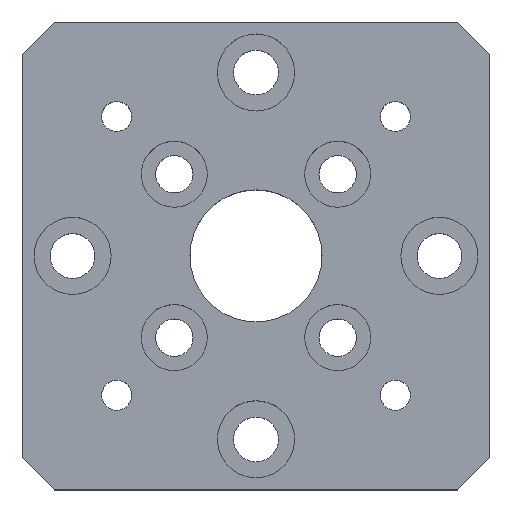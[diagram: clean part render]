
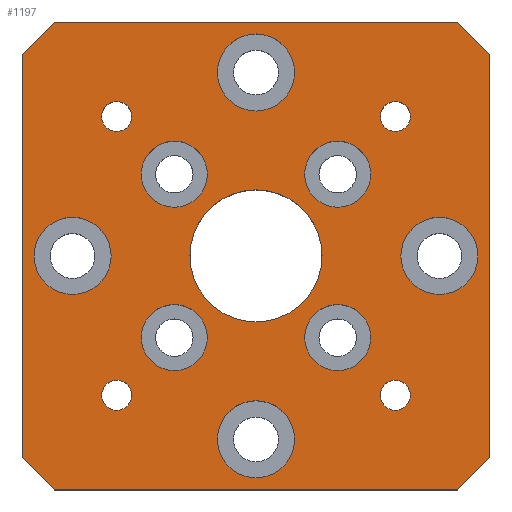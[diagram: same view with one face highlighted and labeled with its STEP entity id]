
A CAD part, top view. The second image highlights one B-rep face of the part: STEP entity #1197.
In plain terms, the highlighted planar face has unit normal (0, 0, 1).
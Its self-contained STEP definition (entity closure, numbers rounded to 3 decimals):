
#40=FACE_BOUND('',#238,.T.);
#41=FACE_BOUND('',#239,.T.);
#42=FACE_BOUND('',#240,.T.);
#43=FACE_BOUND('',#241,.T.);
#44=FACE_BOUND('',#242,.T.);
#45=FACE_BOUND('',#243,.T.);
#46=FACE_BOUND('',#244,.T.);
#47=FACE_BOUND('',#245,.T.);
#48=FACE_BOUND('',#246,.T.);
#49=FACE_BOUND('',#247,.T.);
#50=FACE_BOUND('',#248,.T.);
#51=FACE_BOUND('',#249,.T.);
#52=FACE_BOUND('',#250,.T.);
#79=PLANE('',#1328);
#145=FACE_OUTER_BOUND('',#237,.T.);
#237=EDGE_LOOP('',(#1029,#1030,#1031,#1032,#1033,#1034,#1035,#1036));
#238=EDGE_LOOP('',(#1037));
#239=EDGE_LOOP('',(#1038));
#240=EDGE_LOOP('',(#1039));
#241=EDGE_LOOP('',(#1040));
#242=EDGE_LOOP('',(#1041));
#243=EDGE_LOOP('',(#1042));
#244=EDGE_LOOP('',(#1043));
#245=EDGE_LOOP('',(#1044));
#246=EDGE_LOOP('',(#1045));
#247=EDGE_LOOP('',(#1046));
#248=EDGE_LOOP('',(#1047));
#249=EDGE_LOOP('',(#1048));
#250=EDGE_LOOP('',(#1049));
#363=LINE('',#1966,#480);
#366=LINE('',#1971,#483);
#367=LINE('',#1973,#484);
#368=LINE('',#1975,#485);
#369=LINE('',#1977,#486);
#370=LINE('',#1979,#487);
#371=LINE('',#1981,#488);
#372=LINE('',#1982,#489);
#480=VECTOR('',#1618,10.);
#483=VECTOR('',#1623,10.);
#484=VECTOR('',#1624,10.);
#485=VECTOR('',#1625,10.);
#486=VECTOR('',#1626,10.);
#487=VECTOR('',#1627,10.);
#488=VECTOR('',#1628,10.);
#489=VECTOR('',#1629,10.);
#505=CIRCLE('',#1242,5.25);
#509=CIRCLE('',#1249,5.25);
#512=CIRCLE('',#1254,5.25);
#515=CIRCLE('',#1259,5.25);
#538=CIRCLE('',#1308,4.5);
#539=CIRCLE('',#1310,4.5);
#540=CIRCLE('',#1312,4.5);
#541=CIRCLE('',#1314,4.5);
#542=CIRCLE('',#1318,2.05);
#543=CIRCLE('',#1320,2.05);
#544=CIRCLE('',#1322,2.05);
#545=CIRCLE('',#1325,2.05);
#546=CIRCLE('',#1329,9.);
#547=VERTEX_POINT('',#1689);
#551=VERTEX_POINT('',#1702);
#554=VERTEX_POINT('',#1711);
#557=VERTEX_POINT('',#1720);
#636=VERTEX_POINT('',#1924);
#637=VERTEX_POINT('',#1928);
#638=VERTEX_POINT('',#1932);
#639=VERTEX_POINT('',#1936);
#640=VERTEX_POINT('',#1944);
#641=VERTEX_POINT('',#1948);
#642=VERTEX_POINT('',#1952);
#643=VERTEX_POINT('',#1958);
#644=VERTEX_POINT('',#1964);
#645=VERTEX_POINT('',#1965);
#646=VERTEX_POINT('',#1970);
#647=VERTEX_POINT('',#1972);
#648=VERTEX_POINT('',#1974);
#649=VERTEX_POINT('',#1976);
#650=VERTEX_POINT('',#1978);
#651=VERTEX_POINT('',#1980);
#652=VERTEX_POINT('',#1983);
#653=EDGE_CURVE('',#547,#547,#505,.T.);
#659=EDGE_CURVE('',#551,#551,#509,.T.);
#663=EDGE_CURVE('',#554,#554,#512,.T.);
#667=EDGE_CURVE('',#557,#557,#515,.T.);
#766=EDGE_CURVE('',#636,#636,#538,.T.);
#768=EDGE_CURVE('',#637,#637,#539,.T.);
#770=EDGE_CURVE('',#638,#638,#540,.T.);
#772=EDGE_CURVE('',#639,#639,#541,.T.);
#776=EDGE_CURVE('',#640,#640,#542,.T.);
#778=EDGE_CURVE('',#641,#641,#543,.T.);
#780=EDGE_CURVE('',#642,#642,#544,.T.);
#783=EDGE_CURVE('',#643,#643,#545,.T.);
#786=EDGE_CURVE('',#644,#645,#363,.T.);
#789=EDGE_CURVE('',#644,#646,#366,.T.);
#790=EDGE_CURVE('',#646,#647,#367,.T.);
#791=EDGE_CURVE('',#647,#648,#368,.T.);
#792=EDGE_CURVE('',#648,#649,#369,.T.);
#793=EDGE_CURVE('',#649,#650,#370,.T.);
#794=EDGE_CURVE('',#650,#651,#371,.T.);
#795=EDGE_CURVE('',#651,#645,#372,.T.);
#796=EDGE_CURVE('',#652,#652,#546,.T.);
#1029=ORIENTED_EDGE('',*,*,#786,.F.);
#1030=ORIENTED_EDGE('',*,*,#789,.T.);
#1031=ORIENTED_EDGE('',*,*,#790,.T.);
#1032=ORIENTED_EDGE('',*,*,#791,.T.);
#1033=ORIENTED_EDGE('',*,*,#792,.T.);
#1034=ORIENTED_EDGE('',*,*,#793,.T.);
#1035=ORIENTED_EDGE('',*,*,#794,.T.);
#1036=ORIENTED_EDGE('',*,*,#795,.T.);
#1037=ORIENTED_EDGE('',*,*,#653,.T.);
#1038=ORIENTED_EDGE('',*,*,#796,.T.);
#1039=ORIENTED_EDGE('',*,*,#659,.T.);
#1040=ORIENTED_EDGE('',*,*,#663,.T.);
#1041=ORIENTED_EDGE('',*,*,#667,.T.);
#1042=ORIENTED_EDGE('',*,*,#766,.T.);
#1043=ORIENTED_EDGE('',*,*,#768,.T.);
#1044=ORIENTED_EDGE('',*,*,#770,.T.);
#1045=ORIENTED_EDGE('',*,*,#772,.T.);
#1046=ORIENTED_EDGE('',*,*,#776,.T.);
#1047=ORIENTED_EDGE('',*,*,#778,.T.);
#1048=ORIENTED_EDGE('',*,*,#780,.T.);
#1049=ORIENTED_EDGE('',*,*,#783,.T.);
#1197=ADVANCED_FACE('',(#145,#40,#41,#42,#43,#44,#45,#46,#47,#48,#49,#50,
#51,#52),#79,.T.);
#1242=AXIS2_PLACEMENT_3D('',#1690,#1354,#1355);
#1249=AXIS2_PLACEMENT_3D('',#1703,#1370,#1371);
#1254=AXIS2_PLACEMENT_3D('',#1712,#1381,#1382);
#1259=AXIS2_PLACEMENT_3D('',#1721,#1392,#1393);
#1308=AXIS2_PLACEMENT_3D('',#1925,#1566,#1567);
#1310=AXIS2_PLACEMENT_3D('',#1929,#1571,#1572);
#1312=AXIS2_PLACEMENT_3D('',#1933,#1576,#1577);
#1314=AXIS2_PLACEMENT_3D('',#1937,#1581,#1582);
#1318=AXIS2_PLACEMENT_3D('',#1945,#1592,#1593);
#1320=AXIS2_PLACEMENT_3D('',#1949,#1597,#1598);
#1322=AXIS2_PLACEMENT_3D('',#1953,#1602,#1603);
#1325=AXIS2_PLACEMENT_3D('',#1959,#1610,#1611);
#1328=AXIS2_PLACEMENT_3D('',#1969,#1621,#1622);
#1329=AXIS2_PLACEMENT_3D('',#1984,#1630,#1631);
#1354=DIRECTION('center_axis',(0.,0.,-1.));
#1355=DIRECTION('ref_axis',(1.,0.,0.));
#1370=DIRECTION('center_axis',(0.,0.,-1.));
#1371=DIRECTION('ref_axis',(1.,0.,0.));
#1381=DIRECTION('center_axis',(0.,0.,-1.));
#1382=DIRECTION('ref_axis',(1.,0.,0.));
#1392=DIRECTION('center_axis',(0.,0.,-1.));
#1393=DIRECTION('ref_axis',(1.,0.,0.));
#1566=DIRECTION('center_axis',(0.,0.,-1.));
#1567=DIRECTION('ref_axis',(1.,0.,0.));
#1571=DIRECTION('center_axis',(0.,0.,-1.));
#1572=DIRECTION('ref_axis',(1.,0.,0.));
#1576=DIRECTION('center_axis',(0.,0.,-1.));
#1577=DIRECTION('ref_axis',(1.,0.,0.));
#1581=DIRECTION('center_axis',(0.,0.,-1.));
#1582=DIRECTION('ref_axis',(1.,0.,0.));
#1592=DIRECTION('center_axis',(0.,0.,-1.));
#1593=DIRECTION('ref_axis',(1.,0.,0.));
#1597=DIRECTION('center_axis',(0.,0.,-1.));
#1598=DIRECTION('ref_axis',(1.,0.,0.));
#1602=DIRECTION('center_axis',(0.,0.,-1.));
#1603=DIRECTION('ref_axis',(1.,0.,0.));
#1610=DIRECTION('center_axis',(0.,0.,-1.));
#1611=DIRECTION('ref_axis',(1.,0.,0.));
#1618=DIRECTION('',(0.,-1.,0.));
#1621=DIRECTION('center_axis',(0.,0.,1.));
#1622=DIRECTION('ref_axis',(1.,0.,0.));
#1623=DIRECTION('',(-0.707,0.707,0.));
#1624=DIRECTION('',(-1.,0.,0.));
#1625=DIRECTION('',(-0.707,-0.707,0.));
#1626=DIRECTION('',(0.,-1.,0.));
#1627=DIRECTION('',(0.707,-0.707,0.));
#1628=DIRECTION('',(1.,0.,0.));
#1629=DIRECTION('',(0.707,0.707,0.));
#1630=DIRECTION('center_axis',(0.,0.,-1.));
#1631=DIRECTION('ref_axis',(-1.,0.,0.));
#1689=CARTESIAN_POINT('',(19.75,0.,7.5));
#1690=CARTESIAN_POINT('Origin',(25.,0.,7.5));
#1702=CARTESIAN_POINT('',(-30.25,0.,7.5));
#1703=CARTESIAN_POINT('Origin',(-25.,0.,7.5));
#1711=CARTESIAN_POINT('',(-5.25,-25.,7.5));
#1712=CARTESIAN_POINT('Origin',(0.,-25.,7.5));
#1720=CARTESIAN_POINT('',(-5.25,25.,7.5));
#1721=CARTESIAN_POINT('Origin',(0.,25.,7.5));
#1924=CARTESIAN_POINT('',(-15.637,-11.137,7.5));
#1925=CARTESIAN_POINT('Origin',(-11.137,-11.137,7.5));
#1928=CARTESIAN_POINT('',(6.637,11.137,7.5));
#1929=CARTESIAN_POINT('Origin',(11.137,11.137,7.5));
#1932=CARTESIAN_POINT('',(6.637,-11.137,7.5));
#1933=CARTESIAN_POINT('Origin',(11.137,-11.137,7.5));
#1936=CARTESIAN_POINT('',(-15.637,11.137,7.5));
#1937=CARTESIAN_POINT('Origin',(-11.137,11.137,7.5));
#1944=CARTESIAN_POINT('',(-21.05,-19.,7.5));
#1945=CARTESIAN_POINT('Origin',(-19.,-19.,7.5));
#1948=CARTESIAN_POINT('',(16.95,19.,7.5));
#1949=CARTESIAN_POINT('Origin',(19.,19.,7.5));
#1952=CARTESIAN_POINT('',(-21.05,19.,7.5));
#1953=CARTESIAN_POINT('Origin',(-19.,19.,7.5));
#1958=CARTESIAN_POINT('',(16.95,-19.,7.5));
#1959=CARTESIAN_POINT('Origin',(19.,-19.,7.5));
#1964=CARTESIAN_POINT('',(31.884,27.473,7.5));
#1965=CARTESIAN_POINT('',(31.884,-27.473,7.5));
#1966=CARTESIAN_POINT('',(31.884,32.5,7.5));
#1969=CARTESIAN_POINT('Origin',(0.,0.,7.5));
#1970=CARTESIAN_POINT('',(27.472,31.884,7.5));
#1971=CARTESIAN_POINT('',(27.472,31.884,7.5));
#1972=CARTESIAN_POINT('',(-27.472,31.884,7.5));
#1973=CARTESIAN_POINT('',(-3.149,31.884,7.5));
#1974=CARTESIAN_POINT('',(-31.884,27.472,7.5));
#1975=CARTESIAN_POINT('',(-31.884,27.472,7.5));
#1976=CARTESIAN_POINT('',(-31.884,-27.472,7.5));
#1977=CARTESIAN_POINT('',(-31.884,-3.149,7.5));
#1978=CARTESIAN_POINT('',(-27.472,-31.884,7.5));
#1979=CARTESIAN_POINT('',(-27.472,-31.884,7.5));
#1980=CARTESIAN_POINT('',(27.472,-31.884,7.5));
#1981=CARTESIAN_POINT('',(3.149,-31.884,7.5));
#1982=CARTESIAN_POINT('',(31.884,-27.473,7.5));
#1983=CARTESIAN_POINT('',(9.,0.,7.5));
#1984=CARTESIAN_POINT('Origin',(0.,0.,7.5));
